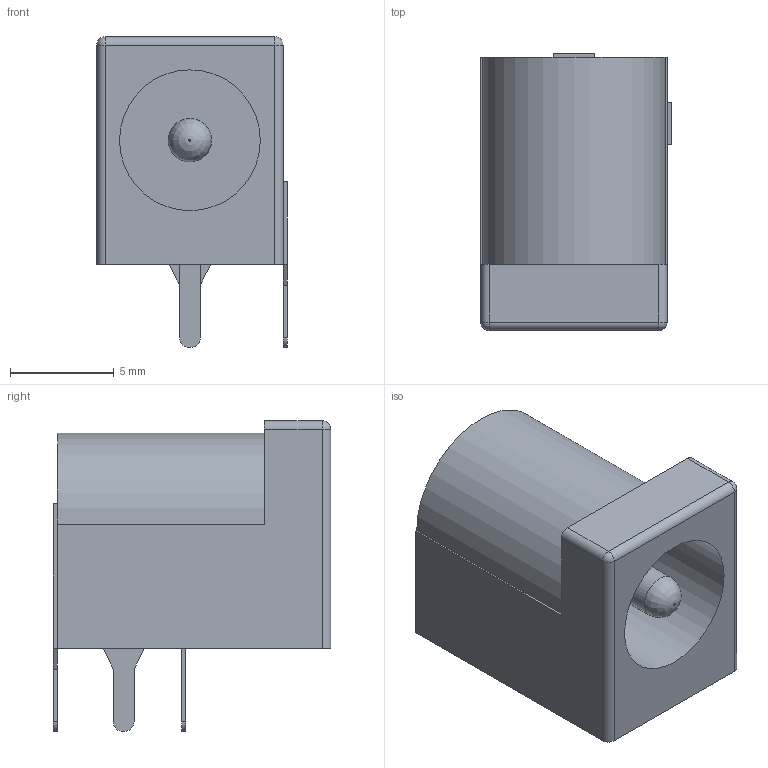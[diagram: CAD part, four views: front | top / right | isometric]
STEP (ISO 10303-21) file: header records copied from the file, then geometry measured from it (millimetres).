
FILE_DESCRIPTION(('FreeCAD Model'),'2;1');
FILE_NAME('Open CASCADE Shape Model','2022-08-06T20:44:22',(''),(''), 'Open CASCADE STEP processor 7.6','FreeCAD','Unknown');
FILE_SCHEMA(('AUTOMOTIVE_DESIGN { 1 0 10303 214 1 1 1 1 }'));
Length unit declared in the file: millimetre
Products named in the file (1): Body
Bounding box: 9.2 x 13.4 x 15 mm (x, y, z)
Volume: 804.1 mm3; surface area: 1009.7 mm2
Topology: 1 solids, 1 shells, 56 faces, 141 edges, 88 vertices
Faces by surface type: plane 39, cylinder 14, sphere 2, revolution 1
Full cylindrical faces by diameter (mm): 2.1 x1, 6.8 x1
Entity records: 3559 total; most frequent: CARTESIAN_POINT 692, DIRECTION 544, LINE 353, VECTOR 353, ORIENTED_EDGE 278, PCURVE 278, DEFINITIONAL_REPRESENTATION 278, EDGE_CURVE 139
